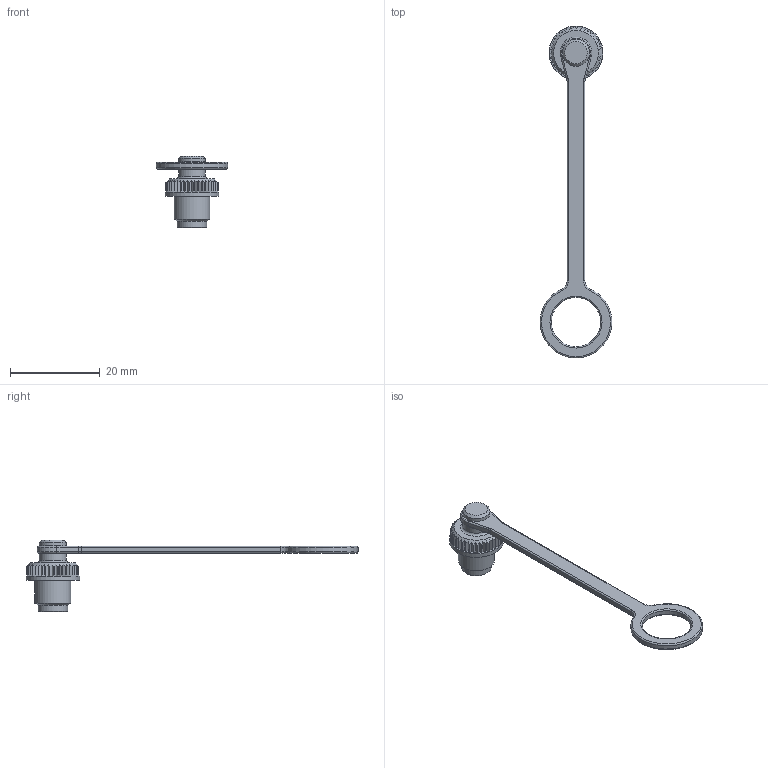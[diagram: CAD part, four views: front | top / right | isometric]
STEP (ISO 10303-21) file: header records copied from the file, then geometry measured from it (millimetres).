
FILE_DESCRIPTION(/* description */ (''),/* implementation_level */ '2;1');
FILE_NAME(/* name */ '08-2973-000-000-001_00.stp',/* time_stamp */ '2023-02-13T13:13:20+01:00',/* author */ (''),/* organization */ (''),/* preprocessor_version */ 'ST-DEVELOPER v16',/* originating_system */ 'SIEMENS PLM Software NX 11.0',/* authorisation */ '');
FILE_SCHEMA (('AUTOMOTIVE_DESIGN { 1 0 10303 214 3 1 1 1 }'));
Length unit declared in the file: millimetre
Products named in the file (1): cgoe1F603DF40b6d
Bounding box: 15.99 x 73.98 x 16 mm (x, y, z)
Volume: 1047.8 mm3; surface area: 1737.6 mm2
Topology: 1 solids, 1 shells, 181 faces, 487 edges, 316 vertices
Faces by surface type: plane 94, cylinder 61, torus 20, cone 6
Full cylindrical faces by diameter (mm): 5.8 x1, 6 x2, 6.6 x1, 8 x1, 11 x1, 12 x1
Entity records: 5860 total; most frequent: CARTESIAN_POINT 1190, ORIENTED_EDGE 918, DIRECTION 896, EDGE_CURVE 459, AXIS2_PLACEMENT_3D 335, VERTEX_POINT 309, LINE 226, VECTOR 226
